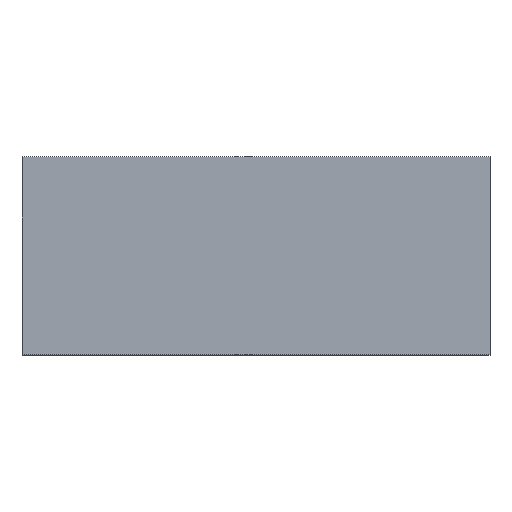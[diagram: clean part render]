
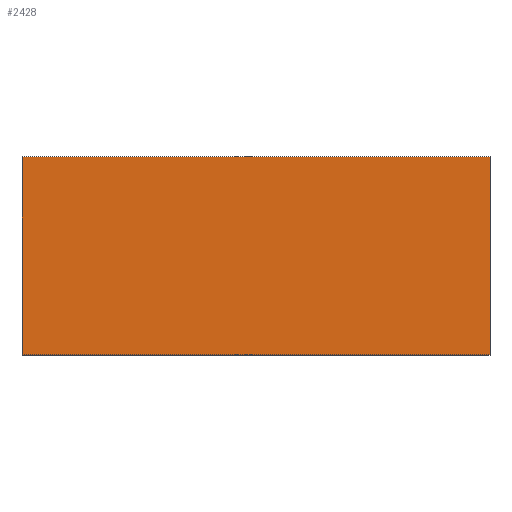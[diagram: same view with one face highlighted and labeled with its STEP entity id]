
A CAD part, top view. The second image highlights one B-rep face of the part: STEP entity #2428.
In plain terms, the highlighted planar face has unit normal (0, 0, 1).
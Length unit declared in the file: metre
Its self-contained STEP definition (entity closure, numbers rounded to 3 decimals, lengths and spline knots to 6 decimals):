
#80=LINE('',#3063,#285);
#133=LINE('',#3386,#338);
#138=LINE('',#3394,#343);
#144=LINE('',#3406,#349);
#285=VECTOR('',#2665,1.);
#338=VECTOR('',#2720,1.);
#343=VECTOR('',#2727,1.);
#349=VECTOR('',#2737,1.);
#486=PLANE('',#2544);
#674=ORIENTED_EDGE('',*,*,#1132,.T.);
#675=ORIENTED_EDGE('',*,*,#1137,.F.);
#676=ORIENTED_EDGE('',*,*,#1066,.F.);
#677=ORIENTED_EDGE('',*,*,#1143,.T.);
#1066=EDGE_CURVE('',#1308,#1309,#80,.T.);
#1132=EDGE_CURVE('',#1375,#1374,#133,.T.);
#1137=EDGE_CURVE('',#1309,#1374,#138,.T.);
#1143=EDGE_CURVE('',#1308,#1375,#144,.T.);
#1308=VERTEX_POINT('',#3062);
#1309=VERTEX_POINT('',#3064);
#1374=VERTEX_POINT('',#3385);
#1375=VERTEX_POINT('',#3387);
#1483=EDGE_LOOP('',(#674,#675,#676,#677));
#1602=FACE_BOUND('',#1483,.T.);
#2428=ADVANCED_FACE('',(#1602),#486,.F.);
#2544=AXIS2_PLACEMENT_3D('',#3407,#2738,#2739);
#2665=DIRECTION('',(-1.,0.,0.));
#2720=DIRECTION('',(-1.,0.,0.));
#2727=DIRECTION('',(0.,1.,0.));
#2737=DIRECTION('',(0.,1.,0.));
#2738=DIRECTION('',(0.,0.,-1.));
#2739=DIRECTION('',(-1.,0.,0.));
#3062=CARTESIAN_POINT('',(0.013,-0.0055,0.00985));
#3063=CARTESIAN_POINT('',(0.013,-0.0055,0.00985));
#3064=CARTESIAN_POINT('',(-0.013,-0.0055,0.00985));
#3385=CARTESIAN_POINT('',(-0.013,0.0055,0.00985));
#3386=CARTESIAN_POINT('',(0.013,0.0055,0.00985));
#3387=CARTESIAN_POINT('',(0.013,0.0055,0.00985));
#3394=CARTESIAN_POINT('',(-0.013,-0.0055,0.00985));
#3406=CARTESIAN_POINT('',(0.013,-0.0055,0.00985));
#3407=CARTESIAN_POINT('',(0.013,-0.0055,0.00985));
